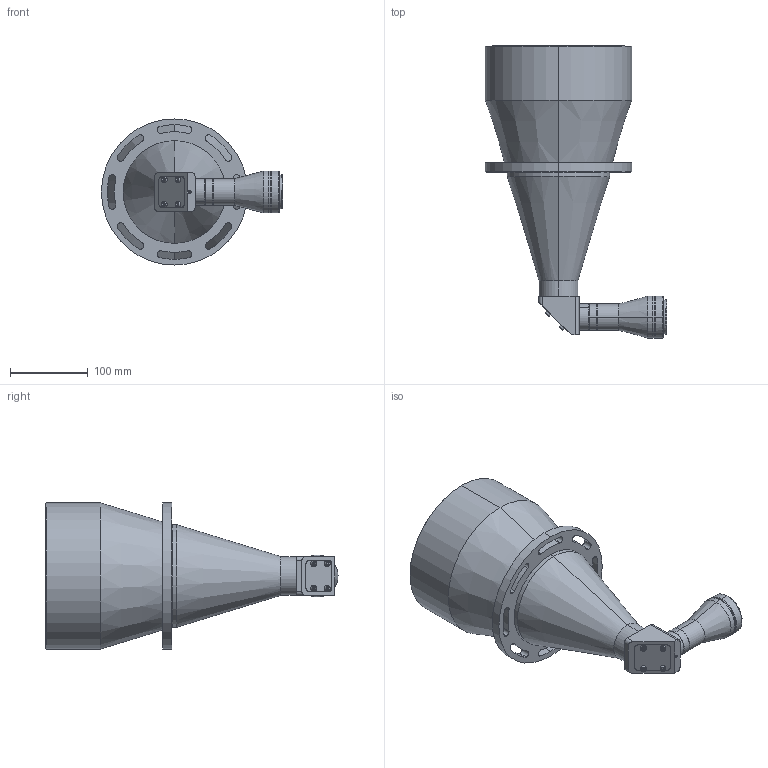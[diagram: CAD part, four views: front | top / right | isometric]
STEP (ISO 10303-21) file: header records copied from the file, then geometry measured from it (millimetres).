
FILE_DESCRIPTION (( 'STEP AP214' ), '1' );
FILE_NAME ('TTL28.5-155-320F.STEP', '2023-05-12T08:41:23', ( '' ), ( '' ), 'SwSTEP 2.0', 'SolidWorks 2022', '' );
FILE_SCHEMA (( 'AUTOMOTIVE_DESIGN' ));
Length unit declared in the file: millimetre
Products named in the file (1): TTL28.5-155-320F
Bounding box: 232.99 x 375.64 x 188 mm (x, y, z)
Volume: 1950334.4 mm3; surface area: 453383.1 mm2
Topology: 31 solids, 31 shells, 800 faces, 1828 edges, 1134 vertices
Faces by surface type: cylinder 315, plane 233, cone 193, bspline 59
Entity records: 34072 total; most frequent: CARTESIAN_POINT 6447, DIRECTION 4184, ORIENTED_EDGE 3620, EDGE_CURVE 1810, AXIS2_PLACEMENT_3D 1713, VERTEX_POINT 1134, CIRCLE 971, EDGE_LOOP 934
